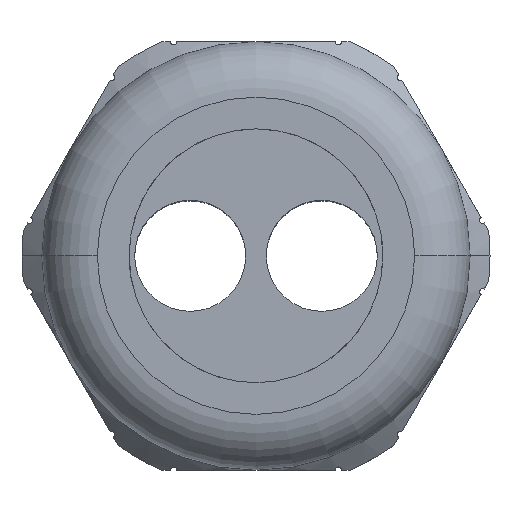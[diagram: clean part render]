
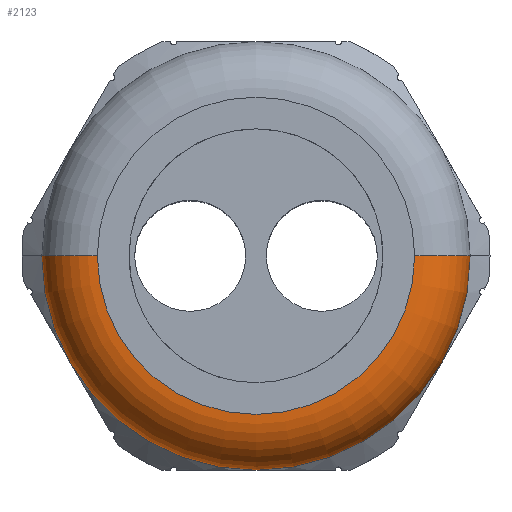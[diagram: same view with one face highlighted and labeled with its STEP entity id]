
A CAD part, top view. The second image highlights one B-rep face of the part: STEP entity #2123.
In plain terms, the highlighted toroidal (fillet/blend) face has major radius 10 mm and minor radius 3.5 mm.
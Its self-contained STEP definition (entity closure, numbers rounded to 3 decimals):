
#1900=AXIS2_PLACEMENT_3D('Circle Axis2P3D',#1898,#1899,$) ;
#2096=AXIS2_PLACEMENT_3D('Torus Axis2P3D',#2093,#2094,#2095) ;
#2100=AXIS2_PLACEMENT_3D('Circle Axis2P3D',#2098,#2099,$) ;
#2107=AXIS2_PLACEMENT_3D('Circle Axis2P3D',#2105,#2106,$) ;
#2114=AXIS2_PLACEMENT_3D('Circle Axis2P3D',#2112,#2113,$) ;
#1895=CARTESIAN_POINT('Vertex',(28.25,13.5,22.)) ;
#1898=CARTESIAN_POINT('Axis2P3D Location',(14.75,13.5,22.)) ;
#1902=CARTESIAN_POINT('Vertex',(1.25,13.5,22.)) ;
#2093=CARTESIAN_POINT('Axis2P3D Location',(14.75,13.5,22.)) ;
#2098=CARTESIAN_POINT('Axis2P3D Location',(4.75,13.5,22.)) ;
#2102=CARTESIAN_POINT('Vertex',(4.75,13.5,25.5)) ;
#2105=CARTESIAN_POINT('Axis2P3D Location',(24.75,13.5,22.)) ;
#2109=CARTESIAN_POINT('Vertex',(24.75,13.5,25.5)) ;
#2112=CARTESIAN_POINT('Axis2P3D Location',(14.75,13.5,25.5)) ;
#1899=DIRECTION('Axis2P3D Direction',(0.,0.,1.)) ;
#2094=DIRECTION('Axis2P3D Direction',(0.,0.,1.)) ;
#2095=DIRECTION('Axis2P3D XDirection',(-1.,0.,0.)) ;
#2099=DIRECTION('Axis2P3D Direction',(0.,1.,0.)) ;
#2106=DIRECTION('Axis2P3D Direction',(0.,-1.,0.)) ;
#2113=DIRECTION('Axis2P3D Direction',(0.,0.,1.)) ;
#2118=ORIENTED_EDGE('',*,*,#2104,.T.) ;
#2119=ORIENTED_EDGE('',*,*,#1904,.F.) ;
#2120=ORIENTED_EDGE('',*,*,#2111,.T.) ;
#2121=ORIENTED_EDGE('',*,*,#2116,.F.) ;
#2123=ADVANCED_FACE('245032_0.1\\1001\\MANIFOLD_SOLID_BREP #70',(#2122),#2097,.T.) ;
#1901=CIRCLE('generated circle',#1900,13.5) ;
#2101=CIRCLE('generated circle',#2100,3.5) ;
#2108=CIRCLE('generated circle',#2107,3.5) ;
#2115=CIRCLE('generated circle',#2114,10.) ;
#2097=TOROIDAL_SURFACE('homeo Torus',#2096,10.,3.5) ;
#1904=EDGE_CURVE('',#1896,#1903,#1901,.F.) ;
#2104=EDGE_CURVE('',#2103,#1903,#2101,.F.) ;
#2111=EDGE_CURVE('',#1896,#2110,#2108,.T.) ;
#2116=EDGE_CURVE('',#2103,#2110,#2115,.T.) ;
#2117=EDGE_LOOP('',(#2118,#2119,#2120,#2121)) ;
#2122=FACE_OUTER_BOUND('',#2117,.T.) ;
#1896=VERTEX_POINT('',#1895) ;
#1903=VERTEX_POINT('',#1902) ;
#2103=VERTEX_POINT('',#2102) ;
#2110=VERTEX_POINT('',#2109) ;
